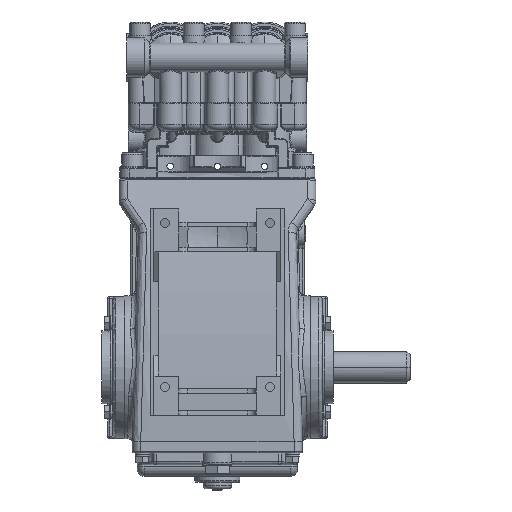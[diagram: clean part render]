
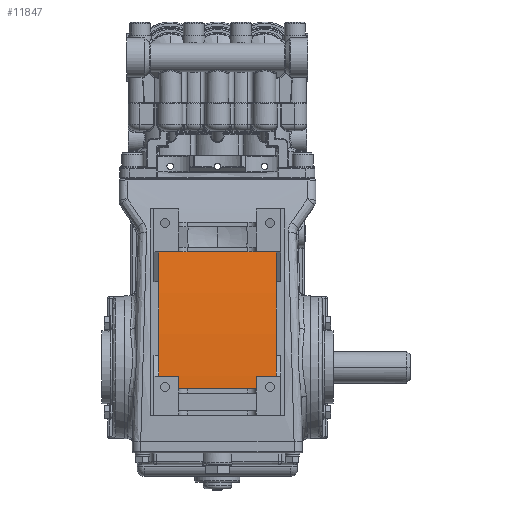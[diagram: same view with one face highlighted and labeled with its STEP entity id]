
A CAD part, front view. The second image highlights one B-rep face of the part: STEP entity #11847.
In plain terms, the highlighted cylindrical face has radius 634.291 mm (diameter 1268.58 mm), a partial arc.
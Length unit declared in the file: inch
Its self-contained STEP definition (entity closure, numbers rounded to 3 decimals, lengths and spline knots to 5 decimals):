
#1417 = VECTOR ( 'NONE', #19993, 39.37008 ) ;
#1909 = LINE ( 'NONE', #50841, #87815 ) ;
#8523 = CARTESIAN_POINT ( 'NONE',  ( -1.76, -1.8181, 3.46 ) ) ;
#8994 = CARTESIAN_POINT ( 'NONE',  ( -1.76, -2.31469, -0.265 ) ) ;
#9234 = CIRCLE ( 'NONE', #50117, 24.97208 ) ;
#9352 = DIRECTION ( 'NONE',  ( -1., 0., 0. ) ) ;
#9616 = CARTESIAN_POINT ( 'NONE',  ( 2.95, 22.61652, -1.69306 ) ) ;
#11843 = VERTEX_POINT ( 'NONE', #8523 ) ;
#11847 = ADVANCED_FACE ( 'NONE', ( #49524 ), #16996, .T. ) ;
#11878 = VERTEX_POINT ( 'NONE', #18035 ) ;
#14415 = CARTESIAN_POINT ( 'NONE',  ( -1.165, 22.61652, -1.69306 ) ) ;
#16278 = VERTEX_POINT ( 'NONE', #77191 ) ;
#16996 = CYLINDRICAL_SURFACE ( 'NONE', #104210, 24.97208 ) ;
#17462 = CARTESIAN_POINT ( 'NONE',  ( 2.95, -2.31469, -0.265 ) ) ;
#17762 = VECTOR ( 'NONE', #39900, 39.37008 ) ;
#18035 = CARTESIAN_POINT ( 'NONE',  ( -1.165, -2.31469, -0.265 ) ) ;
#18856 = EDGE_CURVE ( 'NONE', #40084, #11878, #9234, .T. ) ;
#19993 = DIRECTION ( 'NONE',  ( -1., 0., 0. ) ) ;
#20245 = EDGE_CURVE ( 'NONE', #11843, #16278, #84116, .T. ) ;
#22169 = CARTESIAN_POINT ( 'NONE',  ( -1.76, 22.61652, -1.69306 ) ) ;
#22786 = DIRECTION ( 'NONE',  ( 0., 0., -1. ) ) ;
#24546 = CARTESIAN_POINT ( 'NONE',  ( 1.76, 22.61652, -1.69306 ) ) ;
#27229 = CARTESIAN_POINT ( 'NONE',  ( 1.165, -2.33335, -0.64 ) ) ;
#27722 = EDGE_LOOP ( 'NONE', ( #77882, #77481, #55648, #94832, #48395, #43351, #104522, #91951 ) ) ;
#30558 = DIRECTION ( 'NONE',  ( 0., 0., -1. ) ) ;
#30940 = EDGE_CURVE ( 'NONE', #98757, #40084, #1909, .T. ) ;
#32270 = EDGE_CURVE ( 'NONE', #54263, #41714, #45694, .T. ) ;
#32912 = DIRECTION ( 'NONE',  ( 0., 0., 1. ) ) ;
#33715 = AXIS2_PLACEMENT_3D ( 'NONE', #24546, #82682, #32912 ) ;
#34196 = DIRECTION ( 'NONE',  ( -1., 0., 0. ) ) ;
#39900 = DIRECTION ( 'NONE',  ( 1., 0., 0. ) ) ;
#40084 = VERTEX_POINT ( 'NONE', #60750 ) ;
#40255 = VERTEX_POINT ( 'NONE', #8994 ) ;
#41714 = VERTEX_POINT ( 'NONE', #50855 ) ;
#41740 = CIRCLE ( 'NONE', #52422, 24.97208 ) ;
#42352 = AXIS2_PLACEMENT_3D ( 'NONE', #44612, #102768, #52976 ) ;
#43351 = ORIENTED_EDGE ( 'NONE', *, *, #20245, .F. ) ;
#43503 = EDGE_CURVE ( 'NONE', #40255, #11843, #41740, .T. ) ;
#44612 = CARTESIAN_POINT ( 'NONE',  ( 1.165, 22.61652, -1.69306 ) ) ;
#45694 = LINE ( 'NONE', #78114, #1417 ) ;
#48395 = ORIENTED_EDGE ( 'NONE', *, *, #49268, .F. ) ;
#49268 = EDGE_CURVE ( 'NONE', #16278, #54263, #84984, .T. ) ;
#49524 = FACE_OUTER_BOUND ( 'NONE', #27722, .T. ) ;
#50117 = AXIS2_PLACEMENT_3D ( 'NONE', #14415, #72541, #22786 ) ;
#50841 = CARTESIAN_POINT ( 'NONE',  ( 2.95, -2.33335, -0.64 ) ) ;
#50855 = CARTESIAN_POINT ( 'NONE',  ( 1.165, -2.31469, -0.265 ) ) ;
#52422 = AXIS2_PLACEMENT_3D ( 'NONE', #22169, #80306, #30558 ) ;
#52692 = CIRCLE ( 'NONE', #42352, 24.97208 ) ;
#52976 = DIRECTION ( 'NONE',  ( 0., 0., 1. ) ) ;
#54263 = VERTEX_POINT ( 'NONE', #94577 ) ;
#55648 = ORIENTED_EDGE ( 'NONE', *, *, #98827, .F. ) ;
#60750 = CARTESIAN_POINT ( 'NONE',  ( -1.165, -2.33335, -0.64 ) ) ;
#67756 = DIRECTION ( 'NONE',  ( 0., 0., 1. ) ) ;
#72541 = DIRECTION ( 'NONE',  ( -1., 0., 0. ) ) ;
#77191 = CARTESIAN_POINT ( 'NONE',  ( 1.76, -1.8181, 3.46 ) ) ;
#77481 = ORIENTED_EDGE ( 'NONE', *, *, #30940, .F. ) ;
#77882 = ORIENTED_EDGE ( 'NONE', *, *, #18856, .F. ) ;
#78114 = CARTESIAN_POINT ( 'NONE',  ( 2.95, -2.31469, -0.265 ) ) ;
#80306 = DIRECTION ( 'NONE',  ( -1., 0., 0. ) ) ;
#82682 = DIRECTION ( 'NONE',  ( 1., 0., 0. ) ) ;
#84068 = LINE ( 'NONE', #17462, #106095 ) ;
#84116 = LINE ( 'NONE', #98084, #17762 ) ;
#84217 = DIRECTION ( 'NONE',  ( -1., 0., 0. ) ) ;
#84984 = CIRCLE ( 'NONE', #33715, 24.97208 ) ;
#87815 = VECTOR ( 'NONE', #9352, 39.37008 ) ;
#91951 = ORIENTED_EDGE ( 'NONE', *, *, #105681, .F. ) ;
#94577 = CARTESIAN_POINT ( 'NONE',  ( 1.76, -2.31469, -0.265 ) ) ;
#94832 = ORIENTED_EDGE ( 'NONE', *, *, #32270, .F. ) ;
#98084 = CARTESIAN_POINT ( 'NONE',  ( 2.95, -1.8181, 3.46 ) ) ;
#98757 = VERTEX_POINT ( 'NONE', #27229 ) ;
#98827 = EDGE_CURVE ( 'NONE', #41714, #98757, #52692, .T. ) ;
#102768 = DIRECTION ( 'NONE',  ( 1., 0., 0. ) ) ;
#104210 = AXIS2_PLACEMENT_3D ( 'NONE', #9616, #84217, #67756 ) ;
#104522 = ORIENTED_EDGE ( 'NONE', *, *, #43503, .F. ) ;
#105681 = EDGE_CURVE ( 'NONE', #11878, #40255, #84068, .T. ) ;
#106095 = VECTOR ( 'NONE', #34196, 39.37008 ) ;
